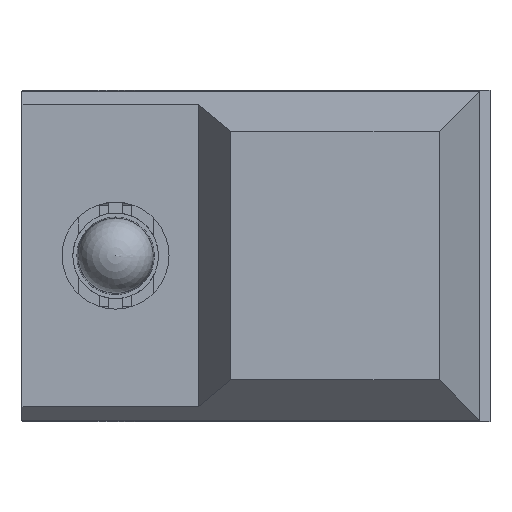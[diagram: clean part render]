
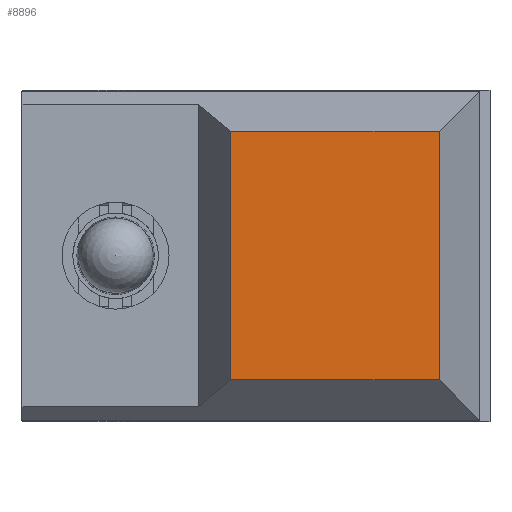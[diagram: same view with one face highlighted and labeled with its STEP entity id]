
A CAD part, top view. The second image highlights one B-rep face of the part: STEP entity #8896.
In plain terms, the highlighted planar face has unit normal (0, 0, 1).
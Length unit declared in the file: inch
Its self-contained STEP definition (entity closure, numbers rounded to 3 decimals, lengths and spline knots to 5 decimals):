
#8720=CARTESIAN_POINT('',(0.26969,-0.18307,0.52362));
#8721=VERTEX_POINT('',#8720);
#8728=CARTESIAN_POINT('',(-0.0374,-0.18307,0.52362));
#8729=VERTEX_POINT('',#8728);
#8730=CARTESIAN_POINT('',(0.26969,-0.18307,0.52362));
#8731=DIRECTION('',(-1.0,0.0,0.0));
#8732=VECTOR('',#8731,0.30709);
#8733=LINE('',#8730,#8732);
#8734=EDGE_CURVE('',#8721,#8729,#8733,.T.);
#8856=CARTESIAN_POINT('',(0.26969,0.18307,0.52362));
#8857=VERTEX_POINT('',#8856);
#8864=CARTESIAN_POINT('',(0.26969,0.18307,0.52362));
#8865=DIRECTION('',(0.0,-1.0,0.0));
#8866=VECTOR('',#8865,0.36614);
#8867=LINE('',#8864,#8866);
#8868=EDGE_CURVE('',#8857,#8721,#8867,.T.);
#8873=CARTESIAN_POINT('',(0.28504,-0.20138,0.52362));
#8874=DIRECTION('',(0.0,0.0,1.0));
#8875=DIRECTION('',(1.0,0.0,0.0));
#8876=AXIS2_PLACEMENT_3D('',#8873,#8874,#8875);
#8877=PLANE('',#8876);
#8878=ORIENTED_EDGE('',*,*,#8734,.F.);
#8879=ORIENTED_EDGE('',*,*,#8868,.F.);
#8880=CARTESIAN_POINT('',(-0.0374,0.18307,0.52362));
#8881=VERTEX_POINT('',#8880);
#8882=CARTESIAN_POINT('',(-0.0374,0.18307,0.52362));
#8883=DIRECTION('',(1.0,0.0,0.0));
#8884=VECTOR('',#8883,0.30709);
#8885=LINE('',#8882,#8884);
#8886=EDGE_CURVE('',#8881,#8857,#8885,.T.);
#8887=ORIENTED_EDGE('',*,*,#8886,.F.);
#8888=CARTESIAN_POINT('',(-0.0374,-0.18307,0.52362));
#8889=DIRECTION('',(0.0,1.0,0.0));
#8890=VECTOR('',#8889,0.36614);
#8891=LINE('',#8888,#8890);
#8892=EDGE_CURVE('',#8729,#8881,#8891,.T.);
#8893=ORIENTED_EDGE('',*,*,#8892,.F.);
#8894=EDGE_LOOP('',(#8878,#8879,#8887,#8893));
#8895=FACE_OUTER_BOUND('',#8894,.T.);
#8896=ADVANCED_FACE('',(#8895),#8877,.T.);
